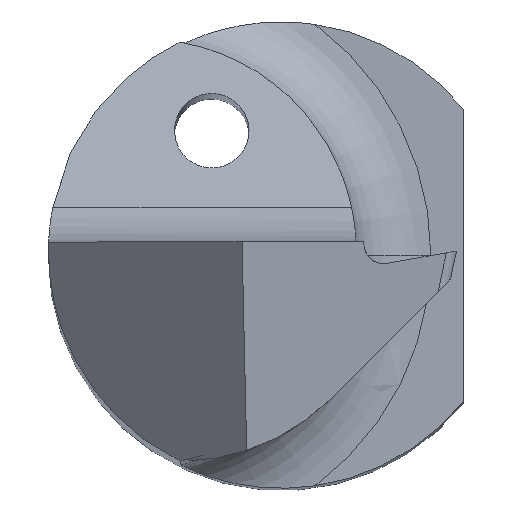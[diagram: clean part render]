
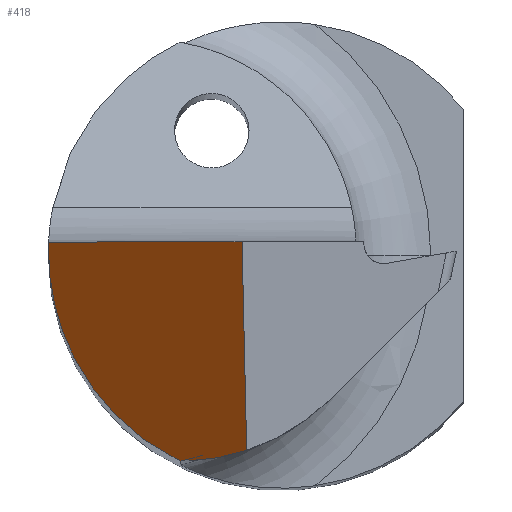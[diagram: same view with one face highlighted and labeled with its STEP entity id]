
A CAD part, top view. The second image highlights one B-rep face of the part: STEP entity #418.
In plain terms, the highlighted planar face has unit normal (-0.706, -0.052, 0.706).
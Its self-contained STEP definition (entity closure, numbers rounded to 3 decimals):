
#39 = VERTEX_POINT ( 'NONE', #894 ) ;
#41 = CARTESIAN_POINT ( 'NONE',  ( -1.425, 0.1, 38.93 ) ) ;
#63 = ORIENTED_EDGE ( 'NONE', *, *, #501, .F. ) ;
#70 = CARTESIAN_POINT ( 'NONE',  ( -0.375, -2.137, 39.814 ) ) ;
#72 = CARTESIAN_POINT ( 'NONE',  ( -1.977, -1.82, 38.236 ) ) ;
#106 = ORIENTED_EDGE ( 'NONE', *, *, #285, .F. ) ;
#116 = EDGE_CURVE ( 'NONE', #772, #136, #742, .T. ) ;
#119 = PLANE ( 'NONE',  #798 ) ;
#132 = CARTESIAN_POINT ( 'NONE',  ( -0.995, -2.231, 39.187 ) ) ;
#136 = VERTEX_POINT ( 'NONE', #621 ) ;
#172 = VECTOR ( 'NONE', #921, 1000. ) ;
#194 = CARTESIAN_POINT ( 'NONE',  ( -0.575, -2.202, 39.609 ) ) ;
#200 = ORIENTED_EDGE ( 'NONE', *, *, #815, .F. ) ;
#226 =( BOUNDED_CURVE ( )  B_SPLINE_CURVE ( 3, ( #804, #443, #876, #289 ),
 .UNSPECIFIED., .F., .F. ) 
 B_SPLINE_CURVE_WITH_KNOTS ( ( 4, 4 ),
 ( 0.074, 0.114 ),
 .UNSPECIFIED. ) 
 CURVE ( )  GEOMETRIC_REPRESENTATION_ITEM ( )  RATIONAL_B_SPLINE_CURVE ( ( 1., 1., 1., 1. ) ) 
 REPRESENTATION_ITEM ( '' )  );
#231 = EDGE_CURVE ( 'NONE', #39, #136, #641, .T. ) ;
#258 = CARTESIAN_POINT ( 'NONE',  ( -1.026, -2.238, 39.155 ) ) ;
#265 = CARTESIAN_POINT ( 'NONE',  ( -1.058, -2.244, 39.123 ) ) ;
#285 = EDGE_CURVE ( 'NONE', #772, #299, #813, .T. ) ;
#289 = CARTESIAN_POINT ( 'NONE',  ( -2.498, 0.1, 37.857 ) ) ;
#299 = VERTEX_POINT ( 'NONE', #777 ) ;
#315 = ORIENTED_EDGE ( 'NONE', *, *, #536, .T. ) ;
#317 = DIRECTION ( 'NONE',  ( -0.022, 0.998, 0.052 ) ) ;
#320 = DIRECTION ( 'NONE',  ( 0.707, 0., 0.707 ) ) ;
#323 = VERTEX_POINT ( 'NONE', #720 ) ;
#337 = VERTEX_POINT ( 'NONE', #881 ) ;
#364 = EDGE_LOOP ( 'NONE', ( #106, #764, #494, #63, #315, #200, #716 ) ) ;
#393 = FACE_OUTER_BOUND ( 'NONE', #364, .T. ) ;
#408 = CARTESIAN_POINT ( 'NONE',  ( -2.5, -0.985, 37.774 ) ) ;
#418 = ADVANCED_FACE ( 'NONE', ( #393 ), #119, .T. ) ;
#443 = CARTESIAN_POINT ( 'NONE',  ( -2.5, 0.033, 37.85 ) ) ;
#494 = ORIENTED_EDGE ( 'NONE', *, *, #231, .F. ) ;
#498 = CARTESIAN_POINT ( 'NONE',  ( -1.23, -0.312, 39.095 ) ) ;
#501 = EDGE_CURVE ( 'NONE', #323, #39, #875, .T. ) ;
#530 = LINE ( 'NONE', #750, #811 ) ;
#534 = CARTESIAN_POINT ( 'NONE',  ( -2.5, 0., 37.848 ) ) ;
#536 = EDGE_CURVE ( 'NONE', #323, #337, #530, .T. ) ;
#550 = VERTEX_POINT ( 'NONE', #888 ) ;
#621 = CARTESIAN_POINT ( 'NONE',  ( -0.995, -2.231, 39.187 ) ) ;
#629 = CARTESIAN_POINT ( 'NONE',  ( -1.09, -2.25, 39.091 ) ) ;
#641 = LINE ( 'NONE', #498, #172 ) ;
#644 = EDGE_CURVE ( 'NONE', #299, #550, #226, .T. ) ;
#678 = DIRECTION ( 'NONE',  ( -0.706, -0.052, 0.706 ) ) ;
#715 = CARTESIAN_POINT ( 'NONE',  ( -1.09, -2.25, 39.091 ) ) ;
#716 = ORIENTED_EDGE ( 'NONE', *, *, #644, .F. ) ;
#720 = CARTESIAN_POINT ( 'NONE',  ( -0.375, -2.137, 39.814 ) ) ;
#742 =( BOUNDED_CURVE ( )  B_SPLINE_CURVE ( 3, ( #629, #265, #258, #132 ),
 .UNSPECIFIED., .F., .T. ) 
 B_SPLINE_CURVE_WITH_KNOTS ( ( 4, 4 ),
 ( 1.67, 1.713 ),
 .UNSPECIFIED. ) 
 CURVE ( )  GEOMETRIC_REPRESENTATION_ITEM ( )  RATIONAL_B_SPLINE_CURVE ( ( 1., 1., 1., 1. ) ) 
 REPRESENTATION_ITEM ( '' )  );
#748 = DIRECTION ( 'NONE',  ( 0.707, 0., 0.707 ) ) ;
#750 = CARTESIAN_POINT ( 'NONE',  ( -0.423, 0.02, 39.926 ) ) ;
#764 = ORIENTED_EDGE ( 'NONE', *, *, #116, .T. ) ;
#772 = VERTEX_POINT ( 'NONE', #842 ) ;
#775 = CARTESIAN_POINT ( 'NONE',  ( -0.993, -2.248, 39.188 ) ) ;
#777 = CARTESIAN_POINT ( 'NONE',  ( -2.5, 0., 37.848 ) ) ;
#798 = AXIS2_PLACEMENT_3D ( 'NONE', #892, #678, #748 ) ;
#804 = CARTESIAN_POINT ( 'NONE',  ( -2.5, 0., 37.848 ) ) ;
#811 = VECTOR ( 'NONE', #317, 1000. ) ;
#813 =( BOUNDED_CURVE ( )  B_SPLINE_CURVE ( 3, ( #715, #72, #408, #534 ),
 .UNSPECIFIED., .F., .T. ) 
 B_SPLINE_CURVE_WITH_KNOTS ( ( 4, 4 ),
 ( 5.237, 6.357 ),
 .UNSPECIFIED. ) 
 CURVE ( )  GEOMETRIC_REPRESENTATION_ITEM ( )  RATIONAL_B_SPLINE_CURVE ( ( 1., 0.898, 0.898, 1. ) ) 
 REPRESENTATION_ITEM ( '' )  );
#815 = EDGE_CURVE ( 'NONE', #550, #337, #912, .T. ) ;
#842 = CARTESIAN_POINT ( 'NONE',  ( -1.09, -2.25, 39.091 ) ) ;
#849 = CARTESIAN_POINT ( 'NONE',  ( -0.782, -2.24, 39.399 ) ) ;
#875 =( BOUNDED_CURVE ( )  B_SPLINE_CURVE ( 3, ( #70, #194, #849, #775 ),
 .UNSPECIFIED., .F., .F. ) 
 B_SPLINE_CURVE_WITH_KNOTS ( ( 4, 4 ),
 ( 1.329, 1.604 ),
 .UNSPECIFIED. ) 
 CURVE ( )  GEOMETRIC_REPRESENTATION_ITEM ( )  RATIONAL_B_SPLINE_CURVE ( ( 1., 0.994, 0.994, 1. ) ) 
 REPRESENTATION_ITEM ( '' )  );
#876 = CARTESIAN_POINT ( 'NONE',  ( -2.499, 0.067, 37.853 ) ) ;
#881 = CARTESIAN_POINT ( 'NONE',  ( -0.425, 0.1, 39.93 ) ) ;
#888 = CARTESIAN_POINT ( 'NONE',  ( -2.498, 0.1, 37.857 ) ) ;
#892 = CARTESIAN_POINT ( 'NONE',  ( -1.425, 0.1, 38.93 ) ) ;
#894 = CARTESIAN_POINT ( 'NONE',  ( -0.993, -2.248, 39.188 ) ) ;
#907 = VECTOR ( 'NONE', #320, 1000. ) ;
#912 = LINE ( 'NONE', #41, #907 ) ;
#921 = DIRECTION ( 'NONE',  ( -0.121, 0.991, -0.048 ) ) ;
